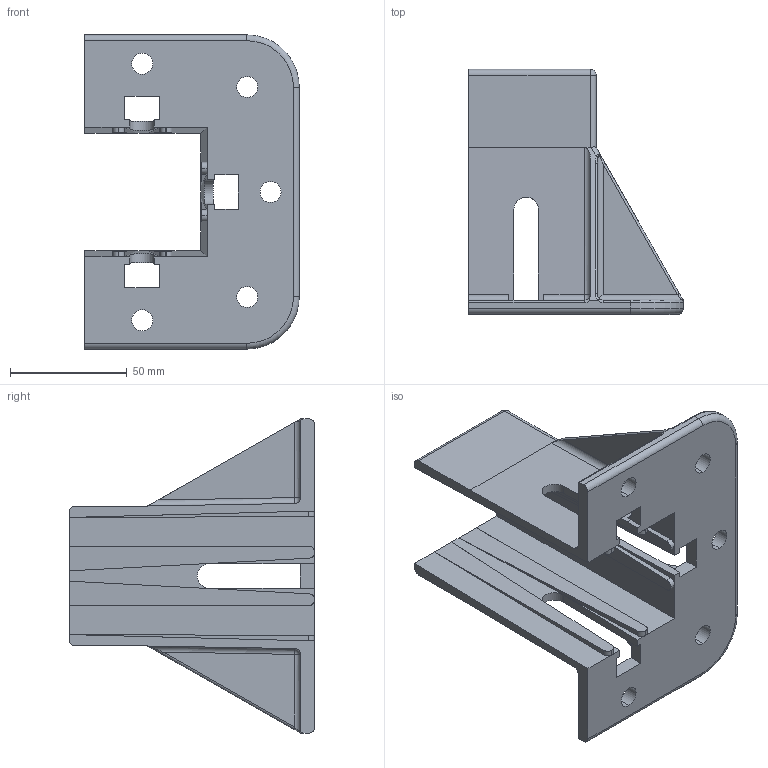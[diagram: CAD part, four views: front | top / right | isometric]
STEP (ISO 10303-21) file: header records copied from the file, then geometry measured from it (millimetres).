
FILE_DESCRIPTION (( 'STEP AP203' ), '1' );
FILE_NAME ('084.409.013.STEP', '2015-05-29T13:28:36', ( '' ), ( '' ), 'SwSTEP 2.0', 'SolidWorks 2012', '' );
FILE_SCHEMA (( 'CONFIG_CONTROL_DESIGN' ));
Length unit declared in the file: millimetre
Products named in the file (1): 084.409.013
Bounding box: 92 x 105 x 134.7 mm (x, y, z)
Volume: 128984.2 mm3; surface area: 62185.8 mm2
Topology: 1 solids, 1 shells, 189 faces, 519 edges, 320 vertices
Faces by surface type: plane 84, cylinder 70, bspline 17, torus 12, sphere 6
Entity records: 6366 total; most frequent: CARTESIAN_POINT 1763, ORIENTED_EDGE 1026, DIRECTION 872, EDGE_CURVE 513, VERTEX_POINT 320, VECTOR 306, LINE 306, AXIS2_PLACEMENT_3D 283
